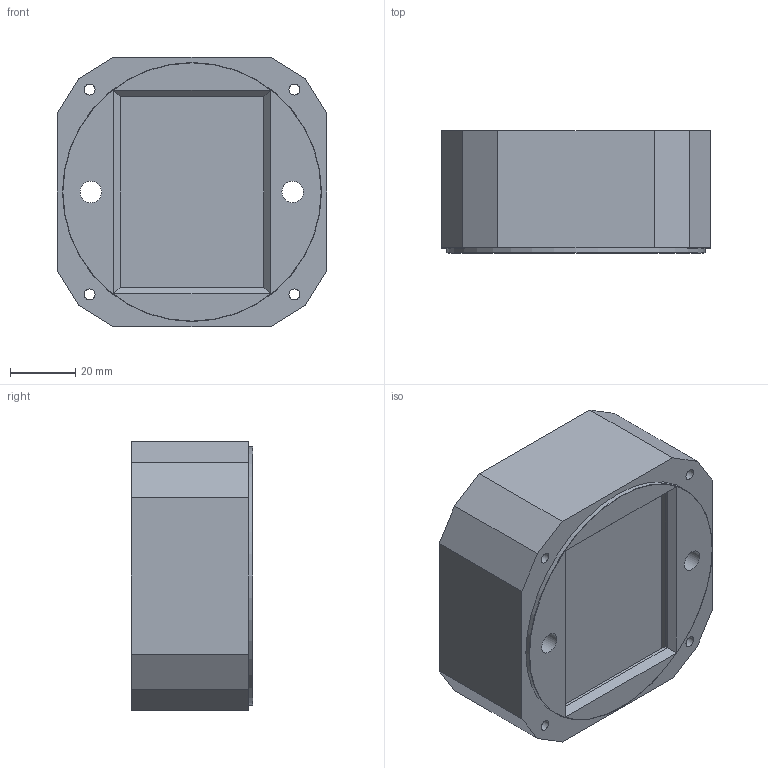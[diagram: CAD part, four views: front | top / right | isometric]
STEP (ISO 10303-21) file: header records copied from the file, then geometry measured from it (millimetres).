
FILE_DESCRIPTION(/* description */ (''),/* implementation_level */ '2;1');
FILE_NAME(/* name */ 'xcario80mm dummy.stp',/* time_stamp */ '2023-03-07T18:56:16+01:00',/* author */ ('frits_000'),/* organization */ (''),/* preprocessor_version */ 'ST-DEVELOPER v19',/* originating_system */ 'Autodesk Inventor 2023',/* authorisation */ '');
FILE_SCHEMA (('AUTOMOTIVE_DESIGN { 1 0 10303 214 3 1 1 }'));
Length unit declared in the file: millimetre
Products named in the file (1): xcario80mm dummy
Bounding box: 83 x 37.5 x 83 mm (x, y, z)
Volume: 210543.1 mm3; surface area: 29954.5 mm2
Topology: 1 solids, 1 shells, 38 faces, 95 edges, 62 vertices
Faces by surface type: plane 29, cylinder 8, torus 1
Full cylindrical faces by diameter (mm): 3.332 x4, 6.6 x1, 79.6 x1
Entity records: 1249 total; most frequent: CARTESIAN_POINT 196, DIRECTION 192, ORIENTED_EDGE 190, EDGE_CURVE 95, LINE 76, VECTOR 76, VERTEX_POINT 62, AXIS2_PLACEMENT_3D 58
